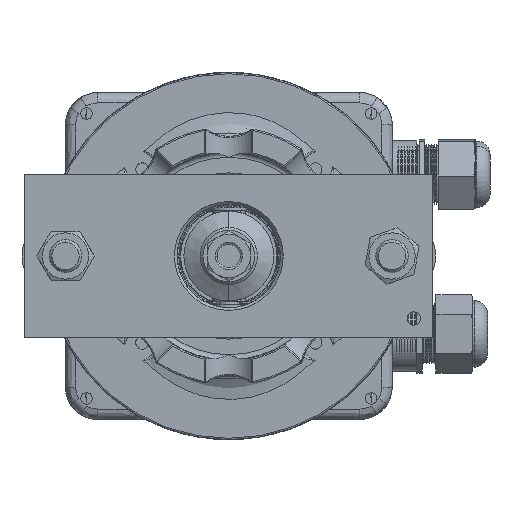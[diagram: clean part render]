
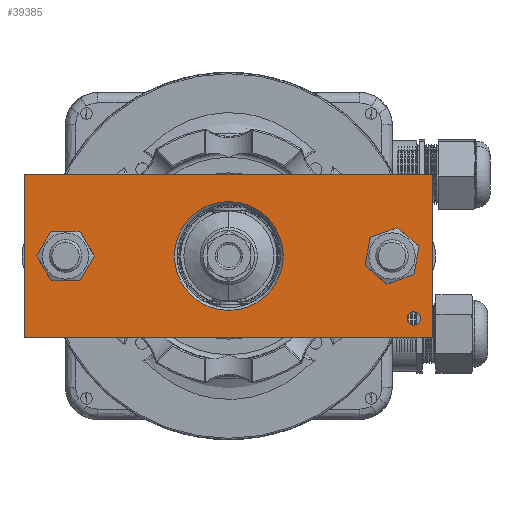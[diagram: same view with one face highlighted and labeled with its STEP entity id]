
A CAD part, front view. The second image highlights one B-rep face of the part: STEP entity #39385.
In plain terms, the highlighted face is planar.
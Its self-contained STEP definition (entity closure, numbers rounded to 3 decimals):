
#5733 = EDGE_CURVE ( 'NONE', #27017, #26764, #19927, .T. ) ;
#5736 = EDGE_CURVE ( 'NONE', #26977, #26874, #19932, .T. ) ;
#5737 = EDGE_CURVE ( 'NONE', #26773, #26883, #19934, .T. ) ;
#5740 = EDGE_CURVE ( 'NONE', #26764, #27017, #19939, .T. ) ;
#5765 = EDGE_CURVE ( 'NONE', #26727, #26829, #19966, .T. ) ;
#5774 = EDGE_CURVE ( 'NONE', #26874, #26894, #19980, .T. ) ;
#5777 = EDGE_CURVE ( 'NONE', #27007, #26870, #19984, .T. ) ;
#5778 = EDGE_CURVE ( 'NONE', #26829, #26727, #19972, .T. ) ;
#5780 = EDGE_CURVE ( 'NONE', #26883, #26773, #19986, .T. ) ;
#5785 = EDGE_CURVE ( 'NONE', #26894, #27002, #19996, .T. ) ;
#5789 = EDGE_CURVE ( 'NONE', #26870, #27007, #20003, .T. ) ;
#5791 = EDGE_CURVE ( 'NONE', #27002, #26977, #20000, .T. ) ;
#10083 = CARTESIAN_POINT ( 'NONE',  ( 75., 15., -30. ) ) ;
#10086 = CARTESIAN_POINT ( 'NONE',  ( 60., 15., 0. ) ) ;
#10087 = DIRECTION ( 'NONE',  ( 0., 1., 0. ) ) ;
#10088 = DIRECTION ( 'NONE',  ( 0., 0., 1. ) ) ;
#10090 = DIRECTION ( 'NONE',  ( -1., 0., 0. ) ) ;
#10093 = CARTESIAN_POINT ( 'NONE',  ( 0., 15., 0. ) ) ;
#10094 = DIRECTION ( 'NONE',  ( 0., -1., 0. ) ) ;
#10095 = DIRECTION ( 'NONE',  ( 0., 0., -1. ) ) ;
#10101 = CARTESIAN_POINT ( 'NONE',  ( 60., 15., 0. ) ) ;
#10102 = DIRECTION ( 'NONE',  ( 0., 1., 0. ) ) ;
#10103 = DIRECTION ( 'NONE',  ( 0., 0., 1. ) ) ;
#11484 = ORIENTED_EDGE ( 'NONE', *, *, #5780, .T. ) ;
#13067 = AXIS2_PLACEMENT_3D ( 'NONE', #29168, #29165, #29169 ) ;
#19927 = CIRCLE ( 'NONE', #57329, 6.1 ) ;
#19932 = LINE ( 'NONE', #10083, #19937 ) ;
#19934 = CIRCLE ( 'NONE', #57332, 20. ) ;
#19937 = VECTOR ( 'NONE', #10090, 1000. ) ;
#19939 = CIRCLE ( 'NONE', #57337, 6.1 ) ;
#19966 = CIRCLE ( 'NONE', #57352, 6.1 ) ;
#19972 = CIRCLE ( 'NONE', #57369, 6.1 ) ;
#19980 = LINE ( 'NONE', #35121, #19982 ) ;
#19982 = VECTOR ( 'NONE', #35122, 1000. ) ;
#19984 = CIRCLE ( 'NONE', #57366, 2.5 ) ;
#19986 = CIRCLE ( 'NONE', #57370, 20. ) ;
#19996 = LINE ( 'NONE', #35170, #19999 ) ;
#19999 = VECTOR ( 'NONE', #35171, 1000. ) ;
#20000 = LINE ( 'NONE', #35186, #20009 ) ;
#20003 = CIRCLE ( 'NONE', #57376, 2.5 ) ;
#20009 = VECTOR ( 'NONE', #35191, 1000. ) ;
#20944 = CARTESIAN_POINT ( 'NONE',  ( -60., 15., -6.1 ) ) ;
#20961 = CARTESIAN_POINT ( 'NONE',  ( 60., 15., -6.1 ) ) ;
#20965 = CARTESIAN_POINT ( 'NONE',  ( 0., 15., -20. ) ) ;
#20996 = CARTESIAN_POINT ( 'NONE',  ( -60., 15., 6.1 ) ) ;
#21015 = CARTESIAN_POINT ( 'NONE',  ( -68., 15., -25.5 ) ) ;
#21017 = CARTESIAN_POINT ( 'NONE',  ( -75., 15., -30. ) ) ;
#21021 = CARTESIAN_POINT ( 'NONE',  ( 0., 15., 20. ) ) ;
#21026 = CARTESIAN_POINT ( 'NONE',  ( -75., 15., 30. ) ) ;
#21094 = CARTESIAN_POINT ( 'NONE',  ( 75., 15., -30. ) ) ;
#21119 = CARTESIAN_POINT ( 'NONE',  ( 75., 15., 30. ) ) ;
#21124 = CARTESIAN_POINT ( 'NONE',  ( -68., 15., -20.5 ) ) ;
#21134 = CARTESIAN_POINT ( 'NONE',  ( 60., 15., 6.1 ) ) ;
#26727 = VERTEX_POINT ( 'NONE', #20944 ) ;
#26764 = VERTEX_POINT ( 'NONE', #20961 ) ;
#26773 = VERTEX_POINT ( 'NONE', #20965 ) ;
#26829 = VERTEX_POINT ( 'NONE', #20996 ) ;
#26870 = VERTEX_POINT ( 'NONE', #21015 ) ;
#26874 = VERTEX_POINT ( 'NONE', #21017 ) ;
#26883 = VERTEX_POINT ( 'NONE', #21021 ) ;
#26894 = VERTEX_POINT ( 'NONE', #21026 ) ;
#26977 = VERTEX_POINT ( 'NONE', #21094 ) ;
#27002 = VERTEX_POINT ( 'NONE', #21119 ) ;
#27007 = VERTEX_POINT ( 'NONE', #21124 ) ;
#27017 = VERTEX_POINT ( 'NONE', #21134 ) ;
#27049 = EDGE_LOOP ( 'NONE', ( #62226, #62227 ) ) ;
#27059 = EDGE_LOOP ( 'NONE', ( #62197, #62221 ) ) ;
#27074 = EDGE_LOOP ( 'NONE', ( #62222, #62223, #62224, #62225 ) ) ;
#27095 = EDGE_LOOP ( 'NONE', ( #11484, #32207 ) ) ;
#27119 = EDGE_LOOP ( 'NONE', ( #61486, #62220 ) ) ;
#28717 = FACE_BOUND ( 'NONE', #27049, .T. ) ;
#28722 = FACE_BOUND ( 'NONE', #27095, .T. ) ;
#28724 = FACE_OUTER_BOUND ( 'NONE', #27074, .T. ) ;
#28725 = FACE_BOUND ( 'NONE', #27119, .T. ) ;
#28726 = FACE_BOUND ( 'NONE', #27059, .T. ) ;
#29163 = PLANE ( 'NONE',  #13067 ) ;
#29165 = DIRECTION ( 'NONE',  ( 0., -1., 0. ) ) ;
#29168 = CARTESIAN_POINT ( 'NONE',  ( 0., 15., 0. ) ) ;
#29169 = DIRECTION ( 'NONE',  ( 0., 0., -1. ) ) ;
#32207 = ORIENTED_EDGE ( 'NONE', *, *, #5737, .T. ) ;
#35099 = CARTESIAN_POINT ( 'NONE',  ( -60., 15., 0. ) ) ;
#35100 = DIRECTION ( 'NONE',  ( 0., 1., 0. ) ) ;
#35101 = DIRECTION ( 'NONE',  ( 0., 0., -1. ) ) ;
#35121 = CARTESIAN_POINT ( 'NONE',  ( -75., 15., -30. ) ) ;
#35122 = DIRECTION ( 'NONE',  ( 0., 0., 1. ) ) ;
#35144 = CARTESIAN_POINT ( 'NONE',  ( -68., 15., -23. ) ) ;
#35146 = DIRECTION ( 'NONE',  ( 0., -1., 0. ) ) ;
#35148 = DIRECTION ( 'NONE',  ( 0., 0., -1. ) ) ;
#35150 = CARTESIAN_POINT ( 'NONE',  ( -60., 15., 0. ) ) ;
#35151 = DIRECTION ( 'NONE',  ( 0., 1., 0. ) ) ;
#35152 = DIRECTION ( 'NONE',  ( 0., 0., -1. ) ) ;
#35155 = CARTESIAN_POINT ( 'NONE',  ( 0., 15., 0. ) ) ;
#35156 = DIRECTION ( 'NONE',  ( 0., -1., 0. ) ) ;
#35157 = DIRECTION ( 'NONE',  ( 0., 0., -1. ) ) ;
#35170 = CARTESIAN_POINT ( 'NONE',  ( 75., 15., 30. ) ) ;
#35171 = DIRECTION ( 'NONE',  ( 1., 0., 0. ) ) ;
#35186 = CARTESIAN_POINT ( 'NONE',  ( 75., 15., -30. ) ) ;
#35187 = CARTESIAN_POINT ( 'NONE',  ( -68., 15., -23. ) ) ;
#35188 = DIRECTION ( 'NONE',  ( 0., -1., 0. ) ) ;
#35189 = DIRECTION ( 'NONE',  ( 0., 0., -1. ) ) ;
#35191 = DIRECTION ( 'NONE',  ( 0., 0., -1. ) ) ;
#39385 = ADVANCED_FACE ( 'NONE', ( #28725, #28722, #28726, #28724, #28717 ), #29163, .F. ) ;
#57329 = AXIS2_PLACEMENT_3D ( 'NONE', #10086, #10087, #10088 ) ;
#57332 = AXIS2_PLACEMENT_3D ( 'NONE', #10093, #10094, #10095 ) ;
#57337 = AXIS2_PLACEMENT_3D ( 'NONE', #10101, #10102, #10103 ) ;
#57352 = AXIS2_PLACEMENT_3D ( 'NONE', #35099, #35100, #35101 ) ;
#57366 = AXIS2_PLACEMENT_3D ( 'NONE', #35144, #35146, #35148 ) ;
#57369 = AXIS2_PLACEMENT_3D ( 'NONE', #35150, #35151, #35152 ) ;
#57370 = AXIS2_PLACEMENT_3D ( 'NONE', #35155, #35156, #35157 ) ;
#57376 = AXIS2_PLACEMENT_3D ( 'NONE', #35187, #35188, #35189 ) ;
#61486 = ORIENTED_EDGE ( 'NONE', *, *, #5789, .T. ) ;
#62197 = ORIENTED_EDGE ( 'NONE', *, *, #5740, .F. ) ;
#62220 = ORIENTED_EDGE ( 'NONE', *, *, #5777, .T. ) ;
#62221 = ORIENTED_EDGE ( 'NONE', *, *, #5733, .F. ) ;
#62222 = ORIENTED_EDGE ( 'NONE', *, *, #5791, .T. ) ;
#62223 = ORIENTED_EDGE ( 'NONE', *, *, #5736, .T. ) ;
#62224 = ORIENTED_EDGE ( 'NONE', *, *, #5774, .T. ) ;
#62225 = ORIENTED_EDGE ( 'NONE', *, *, #5785, .T. ) ;
#62226 = ORIENTED_EDGE ( 'NONE', *, *, #5765, .F. ) ;
#62227 = ORIENTED_EDGE ( 'NONE', *, *, #5778, .F. ) ;
